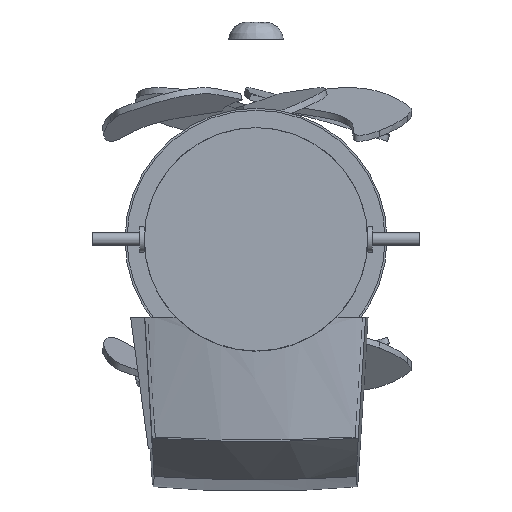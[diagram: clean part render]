
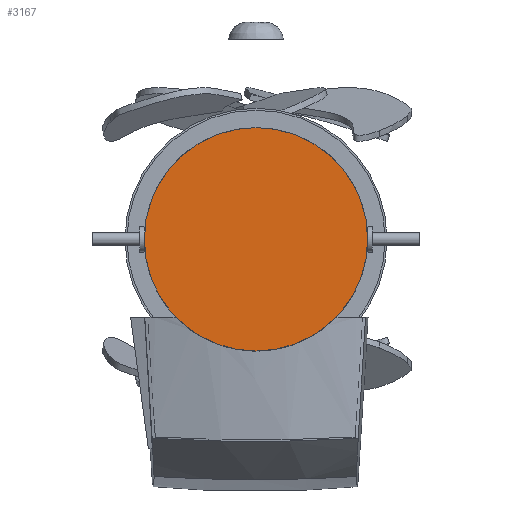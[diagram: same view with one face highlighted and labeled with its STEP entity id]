
A CAD part, front view. The second image highlights one B-rep face of the part: STEP entity #3167.
In plain terms, the highlighted planar face has unit normal (0, -1, 0).
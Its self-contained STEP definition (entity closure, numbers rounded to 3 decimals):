
#785=FACE_OUTER_BOUND('',#989,.T.);
#989=EDGE_LOOP('',(#2731));
#1079=CIRCLE('',#3420,86.5);
#1364=VERTEX_POINT('',#19971);
#1796=EDGE_CURVE('',#1364,#1364,#1079,.T.);
#2731=ORIENTED_EDGE('',*,*,#1796,.T.);
#2799=PLANE('',#3462);
#3167=ADVANCED_FACE('',(#785),#2799,.T.);
#3420=AXIS2_PLACEMENT_3D('',#19972,#4023,#4024);
#3462=AXIS2_PLACEMENT_3D('',#20134,#4121,#4122);
#4023=DIRECTION('center_axis',(0.,-1.,0.));
#4024=DIRECTION('ref_axis',(-1.,0.,0.));
#4121=DIRECTION('center_axis',(0.,-1.,0.));
#4122=DIRECTION('ref_axis',(-1.,0.,0.));
#19971=CARTESIAN_POINT('',(80.718,-136.767,47.745));
#19972=CARTESIAN_POINT('Origin',(-5.782,-136.767,47.745));
#20134=CARTESIAN_POINT('Origin',(-5.782,-136.767,47.745));
